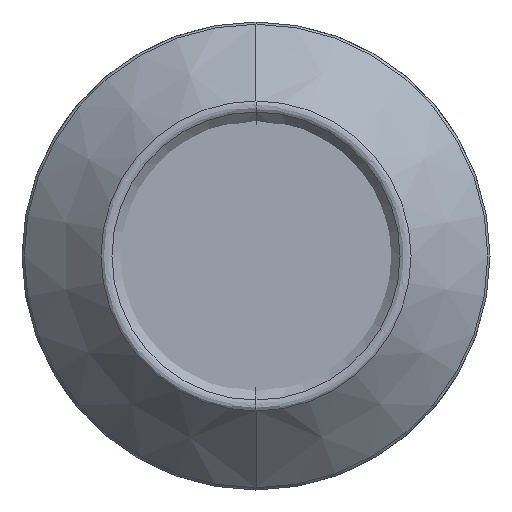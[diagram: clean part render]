
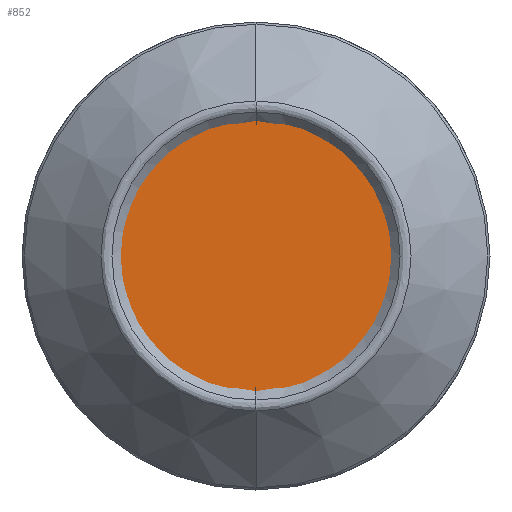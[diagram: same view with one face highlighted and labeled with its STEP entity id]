
A CAD part, left-side view. The second image highlights one B-rep face of the part: STEP entity #852.
In plain terms, the highlighted planar face has unit normal (-1, 0, 0).
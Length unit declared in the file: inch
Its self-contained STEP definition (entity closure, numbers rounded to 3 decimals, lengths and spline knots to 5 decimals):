
#119 = AXIS2_PLACEMENT_3D ( 'NONE', #2003, #1459, #995 ) ;
#131 = CARTESIAN_POINT ( 'NONE',  ( 0.03543, 0., 0.61782 ) ) ;
#302 = FACE_OUTER_BOUND ( 'NONE', #1341, .T. ) ;
#358 = CARTESIAN_POINT ( 'NONE',  ( 0.03543, -1.23565, -0.61782 ) ) ;
#364 = CARTESIAN_POINT ( 'NONE',  ( 0.03543, 0., -0.61782 ) ) ;
#511 = CARTESIAN_POINT ( 'NONE',  ( 0.03543, 0., -0.61782 ) ) ;
#632 = CARTESIAN_POINT ( 'NONE',  ( 0.03543, 1.23565, -0.61782 ) ) ;
#636 = EDGE_CURVE ( 'NONE', #1894, #1334, #1451, .T. ) ;
#645 = CARTESIAN_POINT ( 'NONE',  ( 0.03543, 0., 0.61782 ) ) ;
#852 = ADVANCED_FACE ( 'NONE', ( #302 ), #2130, .T. ) ;
#872 = ORIENTED_EDGE ( 'NONE', *, *, #1625, .F. ) ;
#995 = DIRECTION ( 'NONE',  ( 0., 0., 1. ) ) ;
#1131 = ORIENTED_EDGE ( 'NONE', *, *, #636, .F. ) ;
#1310 =( BOUNDED_CURVE ( )  B_SPLINE_CURVE ( 3, ( #1476, #632, #2142, #645 ),
 .UNSPECIFIED., .F., .T. ) 
 B_SPLINE_CURVE_WITH_KNOTS ( ( 4, 4 ),
 ( 0.5, 1. ),
 .UNSPECIFIED. ) 
 CURVE ( )  GEOMETRIC_REPRESENTATION_ITEM ( )  RATIONAL_B_SPLINE_CURVE ( ( 1., 0.333, 0.333, 1. ) ) 
 REPRESENTATION_ITEM ( '' )  );
#1334 = VERTEX_POINT ( 'NONE', #364 ) ;
#1341 = EDGE_LOOP ( 'NONE', ( #1131, #872 ) ) ;
#1451 =( BOUNDED_CURVE ( )  B_SPLINE_CURVE ( 3, ( #1864, #2020, #358, #511 ),
 .UNSPECIFIED., .F., .T. ) 
 B_SPLINE_CURVE_WITH_KNOTS ( ( 4, 4 ),
 ( 0., 0.5 ),
 .UNSPECIFIED. ) 
 CURVE ( )  GEOMETRIC_REPRESENTATION_ITEM ( )  RATIONAL_B_SPLINE_CURVE ( ( 1., 0.333, 0.333, 1. ) ) 
 REPRESENTATION_ITEM ( '' )  );
#1459 = DIRECTION ( 'NONE',  ( -1., 0., 0. ) ) ;
#1476 = CARTESIAN_POINT ( 'NONE',  ( 0.03543, 0., -0.61782 ) ) ;
#1625 = EDGE_CURVE ( 'NONE', #1334, #1894, #1310, .T. ) ;
#1864 = CARTESIAN_POINT ( 'NONE',  ( 0.03543, 0., 0.61782 ) ) ;
#1894 = VERTEX_POINT ( 'NONE', #131 ) ;
#2003 = CARTESIAN_POINT ( 'NONE',  ( 0.03543, 0.62615, 0. ) ) ;
#2020 = CARTESIAN_POINT ( 'NONE',  ( 0.03543, -1.23565, 0.61782 ) ) ;
#2130 = PLANE ( 'NONE',  #119 ) ;
#2142 = CARTESIAN_POINT ( 'NONE',  ( 0.03543, 1.23565, 0.61782 ) ) ;
